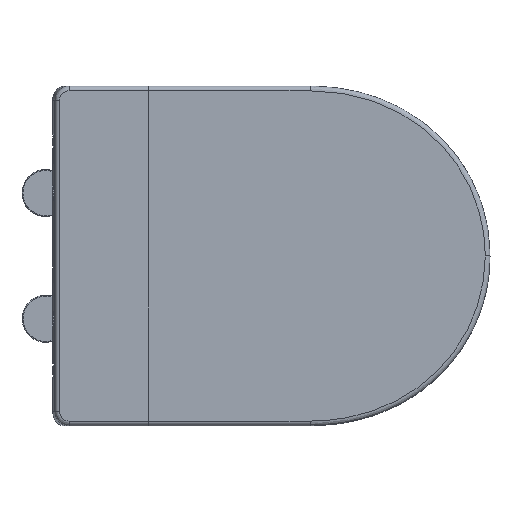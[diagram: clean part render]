
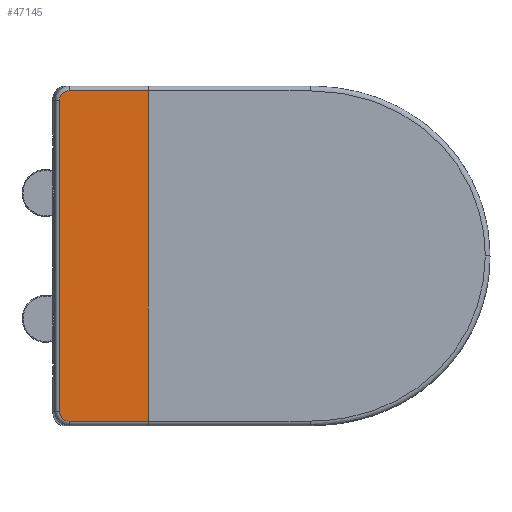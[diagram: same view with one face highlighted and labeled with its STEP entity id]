
A CAD part, top view. The second image highlights one B-rep face of the part: STEP entity #47145.
In plain terms, the highlighted face is planar.
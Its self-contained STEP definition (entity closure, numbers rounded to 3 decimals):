
#909 = VERTEX_POINT ( 'NONE', #65774 ) ;
#1401 = CARTESIAN_POINT ( 'NONE',  ( 204.099, 33.5, 168. ) ) ;
#2444 = ORIENTED_EDGE ( 'NONE', *, *, #51366, .F. ) ;
#2925 = VERTEX_POINT ( 'NONE', #52466 ) ;
#3159 = LINE ( 'NONE', #45488, #65761 ) ;
#3616 = PLANE ( 'NONE',  #45680 ) ;
#4295 = CARTESIAN_POINT ( 'NONE',  ( -257.584, 33.5, 306. ) ) ;
#4482 = LINE ( 'NONE', #29836, #13415 ) ;
#5245 = CARTESIAN_POINT ( 'NONE',  ( 193.968, 33.5, 178. ) ) ;
#6168 = CARTESIAN_POINT ( 'NONE',  ( 193.968, 33.5, -172. ) ) ;
#6198 = CARTESIAN_POINT ( 'NONE',  ( 203.835, 33.5, -164.617 ) ) ;
#6755 = DIRECTION ( 'NONE',  ( 1., 0., 0. ) ) ;
#7126 = EDGE_LOOP ( 'NONE', ( #25490, #38026, #40173, #37182, #2444, #23031 ) ) ;
#7770 = CARTESIAN_POINT ( 'NONE',  ( -257.584, 33.5, -172. ) ) ;
#8481 = DIRECTION ( 'NONE',  ( 0., 0., -1. ) ) ;
#11416 = CARTESIAN_POINT ( 'NONE',  ( 196.62, 33.5, -171.74 ) ) ;
#11760 = CARTESIAN_POINT ( 'NONE',  ( 204.099, 33.5, -162. ) ) ;
#13415 = VECTOR ( 'NONE', #56576, 1000. ) ;
#20643 = EDGE_CURVE ( 'NONE', #2925, #42896, #60561, .T. ) ;
#22499 = CARTESIAN_POINT ( 'NONE',  ( 202.82, 33.5, -167.036 ) ) ;
#22999 = B_SPLINE_CURVE_WITH_KNOTS ( 'NONE', 3,
 ( #25851, #31399, #35913, #30723, #32071, #26870, #41123, #52570, #53249, #51892 ),
 .UNSPECIFIED., .F., .F.,
 ( 4, 2, 2, 2, 4 ),
 ( 0., 0.25, 0.5, 0.75, 1. ),
 .UNSPECIFIED. ) ;
#23031 = ORIENTED_EDGE ( 'NONE', *, *, #31871, .F. ) ;
#25490 = ORIENTED_EDGE ( 'NONE', *, *, #20643, .F. ) ;
#25790 = EDGE_CURVE ( 'NONE', #49810, #54695, #4482, .T. ) ;
#25851 = CARTESIAN_POINT ( 'NONE',  ( 204.099, 33.5, 168. ) ) ;
#26870 = CARTESIAN_POINT ( 'NONE',  ( 200.194, 33.5, 175.997 ) ) ;
#28393 = CARTESIAN_POINT ( 'NONE',  ( 193.968, 33.5, -172. ) ) ;
#29836 = CARTESIAN_POINT ( 'NONE',  ( -257.584, 33.5, 178. ) ) ;
#29997 = FACE_OUTER_BOUND ( 'NONE', #7126, .T. ) ;
#30723 = CARTESIAN_POINT ( 'NONE',  ( 202.82, 33.5, 173.036 ) ) ;
#31399 = CARTESIAN_POINT ( 'NONE',  ( 204.099, 33.5, 169.309 ) ) ;
#31871 = EDGE_CURVE ( 'NONE', #42896, #909, #54496, .T. ) ;
#32071 = CARTESIAN_POINT ( 'NONE',  ( 202.07, 33.5, 174.145 ) ) ;
#32586 = CARTESIAN_POINT ( 'NONE',  ( 200.194, 33.5, -169.997 ) ) ;
#32904 = EDGE_CURVE ( 'NONE', #38297, #49810, #22999, .T. ) ;
#33080 = CARTESIAN_POINT ( 'NONE',  ( 110., 33.5, 306. ) ) ;
#35913 = CARTESIAN_POINT ( 'NONE',  ( 203.835, 33.5, 170.617 ) ) ;
#37182 = ORIENTED_EDGE ( 'NONE', *, *, #32904, .F. ) ;
#37222 = VECTOR ( 'NONE', #43819, 1000. ) ;
#38026 = ORIENTED_EDGE ( 'NONE', *, *, #39290, .T. ) ;
#38297 = VERTEX_POINT ( 'NONE', #1401 ) ;
#39290 = EDGE_CURVE ( 'NONE', #2925, #54695, #59481, .T. ) ;
#40173 = ORIENTED_EDGE ( 'NONE', *, *, #25790, .F. ) ;
#40298 = DIRECTION ( 'NONE',  ( 0., 0., 1. ) ) ;
#41123 = CARTESIAN_POINT ( 'NONE',  ( 199.07, 33.5, 176.738 ) ) ;
#42896 = VERTEX_POINT ( 'NONE', #6168 ) ;
#43819 = DIRECTION ( 'NONE',  ( 0., 0., 1. ) ) ;
#45488 = CARTESIAN_POINT ( 'NONE',  ( 204.099, 33.5, 306. ) ) ;
#45680 = AXIS2_PLACEMENT_3D ( 'NONE', #4295, #51521, #8481 ) ;
#47145 = ADVANCED_FACE ( 'NONE', ( #29997 ), #3616, .F. ) ;
#48547 = CARTESIAN_POINT ( 'NONE',  ( 204.099, 33.5, -163.309 ) ) ;
#49810 = VERTEX_POINT ( 'NONE', #5245 ) ;
#51366 = EDGE_CURVE ( 'NONE', #909, #38297, #3159, .T. ) ;
#51521 = DIRECTION ( 'NONE',  ( 0., -1., 0. ) ) ;
#51892 = CARTESIAN_POINT ( 'NONE',  ( 193.968, 33.5, 178. ) ) ;
#52466 = CARTESIAN_POINT ( 'NONE',  ( 110., 33.5, -172. ) ) ;
#52570 = CARTESIAN_POINT ( 'NONE',  ( 196.62, 33.5, 177.74 ) ) ;
#53249 = CARTESIAN_POINT ( 'NONE',  ( 195.295, 33.5, 178. ) ) ;
#53759 = CARTESIAN_POINT ( 'NONE',  ( 202.07, 33.5, -168.145 ) ) ;
#54430 = VECTOR ( 'NONE', #6755, 1000. ) ;
#54496 = B_SPLINE_CURVE_WITH_KNOTS ( 'NONE', 3,
 ( #28393, #65533, #11416, #59322, #32586, #53759, #22499, #6198, #48547, #11760 ),
 .UNSPECIFIED., .F., .F.,
 ( 4, 2, 2, 2, 4 ),
 ( 0., 0.25, 0.5, 0.75, 1. ),
 .UNSPECIFIED. ) ;
#54695 = VERTEX_POINT ( 'NONE', #60258 ) ;
#56576 = DIRECTION ( 'NONE',  ( -1., 0., 0. ) ) ;
#59322 = CARTESIAN_POINT ( 'NONE',  ( 199.07, 33.5, -170.738 ) ) ;
#59481 = LINE ( 'NONE', #33080, #37222 ) ;
#60258 = CARTESIAN_POINT ( 'NONE',  ( 110., 33.5, 178. ) ) ;
#60561 = LINE ( 'NONE', #7770, #54430 ) ;
#65533 = CARTESIAN_POINT ( 'NONE',  ( 195.295, 33.5, -172. ) ) ;
#65761 = VECTOR ( 'NONE', #40298, 1000. ) ;
#65774 = CARTESIAN_POINT ( 'NONE',  ( 204.099, 33.5, -162. ) ) ;
